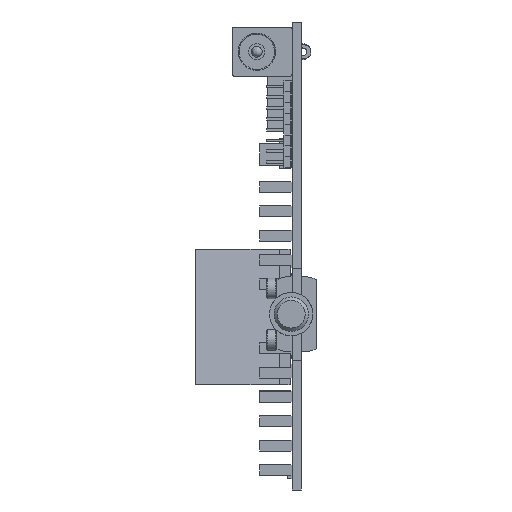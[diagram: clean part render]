
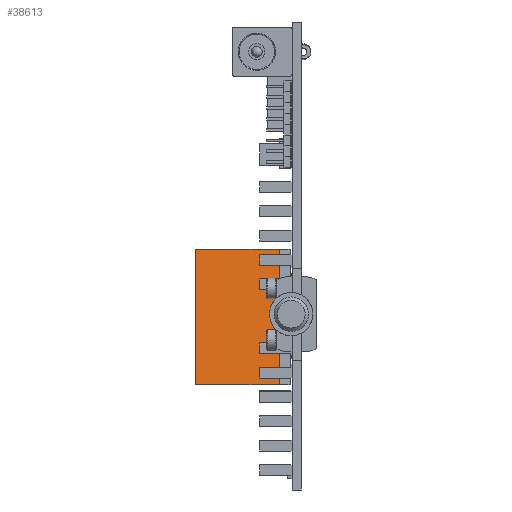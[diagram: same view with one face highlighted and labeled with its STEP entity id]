
A CAD part, left-side view. The second image highlights one B-rep face of the part: STEP entity #38613.
In plain terms, the highlighted planar face has unit normal (-0.842, -0.54, 0).
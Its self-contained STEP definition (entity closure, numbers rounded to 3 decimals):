
#1383 = CARTESIAN_POINT ( 'NONE',  ( -22.45, 17.85, -13.003 ) ) ;
#6212 = EDGE_LOOP ( 'NONE', ( #36781, #32683, #96411, #55865 ) ) ;
#7771 = VERTEX_POINT ( 'NONE', #90772 ) ;
#10897 = CARTESIAN_POINT ( 'NONE',  ( -22.45, 17.85, 11.997 ) ) ;
#15596 = DIRECTION ( 'NONE',  ( 0., 0., -1. ) ) ;
#18308 = DIRECTION ( 'NONE',  ( 0.54, -0.842, 0. ) ) ;
#23183 = FACE_OUTER_BOUND ( 'NONE', #6212, .T. ) ;
#24258 = DIRECTION ( 'NONE',  ( -0.842, -0.54, 0. ) ) ;
#26282 = LINE ( 'NONE', #28512, #39605 ) ;
#26729 = CARTESIAN_POINT ( 'NONE',  ( -22.45, 17.85, -13.003 ) ) ;
#28512 = CARTESIAN_POINT ( 'NONE',  ( -22.45, 17.85, 11.997 ) ) ;
#31423 = CARTESIAN_POINT ( 'NONE',  ( -12.5, 2.35, -13.003 ) ) ;
#32683 = ORIENTED_EDGE ( 'NONE', *, *, #37669, .F. ) ;
#34188 = VERTEX_POINT ( 'NONE', #10897 ) ;
#36781 = ORIENTED_EDGE ( 'NONE', *, *, #80473, .T. ) ;
#37669 = EDGE_CURVE ( 'NONE', #55118, #59590, #40958, .T. ) ;
#38613 = ADVANCED_FACE ( 'NONE', ( #23183 ), #39983, .T. ) ;
#39605 = VECTOR ( 'NONE', #62241, 1000. ) ;
#39983 = PLANE ( 'NONE',  #68251 ) ;
#40917 = LINE ( 'NONE', #51627, #66459 ) ;
#40958 = LINE ( 'NONE', #31423, #51883 ) ;
#44817 = EDGE_CURVE ( 'NONE', #34188, #7771, #40917, .T. ) ;
#48848 = DIRECTION ( 'NONE',  ( 0., 0., -1. ) ) ;
#51627 = CARTESIAN_POINT ( 'NONE',  ( -22.45, 17.85, -13.003 ) ) ;
#51883 = VECTOR ( 'NONE', #48848, 1000. ) ;
#52673 = CARTESIAN_POINT ( 'NONE',  ( -12.5, 2.35, 11.997 ) ) ;
#55118 = VERTEX_POINT ( 'NONE', #52673 ) ;
#55865 = ORIENTED_EDGE ( 'NONE', *, *, #44817, .T. ) ;
#59590 = VERTEX_POINT ( 'NONE', #104899 ) ;
#62241 = DIRECTION ( 'NONE',  ( 0.54, -0.842, 0. ) ) ;
#66459 = VECTOR ( 'NONE', #15596, 1000. ) ;
#68251 = AXIS2_PLACEMENT_3D ( 'NONE', #1383, #24258, #101380 ) ;
#79401 = EDGE_CURVE ( 'NONE', #34188, #55118, #26282, .T. ) ;
#80473 = EDGE_CURVE ( 'NONE', #7771, #59590, #95400, .T. ) ;
#90772 = CARTESIAN_POINT ( 'NONE',  ( -22.45, 17.85, -13.003 ) ) ;
#95400 = LINE ( 'NONE', #26729, #106526 ) ;
#96411 = ORIENTED_EDGE ( 'NONE', *, *, #79401, .F. ) ;
#101380 = DIRECTION ( 'NONE',  ( 0.54, -0.842, 0. ) ) ;
#104899 = CARTESIAN_POINT ( 'NONE',  ( -12.5, 2.35, -13.003 ) ) ;
#106526 = VECTOR ( 'NONE', #18308, 1000. ) ;
